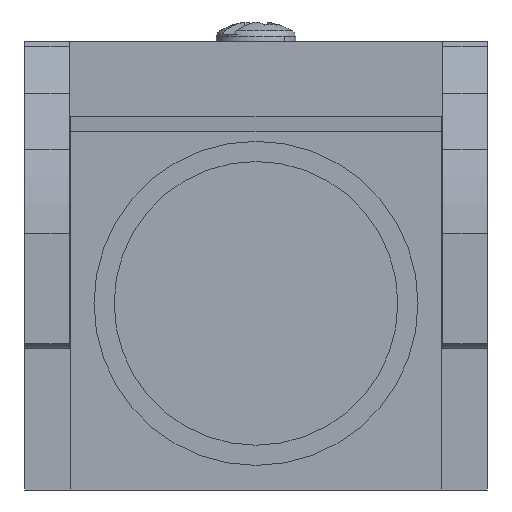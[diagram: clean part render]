
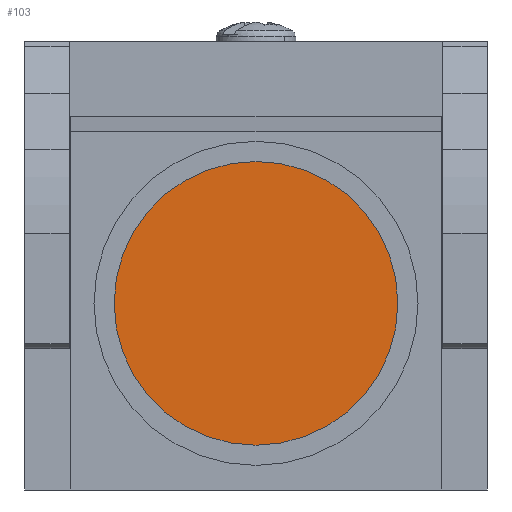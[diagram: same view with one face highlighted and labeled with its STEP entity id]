
A CAD part, front view. The second image highlights one B-rep face of the part: STEP entity #103.
In plain terms, the highlighted planar face has unit normal (0, -1, 0).
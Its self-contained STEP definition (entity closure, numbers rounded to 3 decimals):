
#103=ADVANCED_FACE('',(#341),#342,.F.);
#341=FACE_OUTER_BOUND('',#706,.T.);
#342=PLANE('',#707);
#706=EDGE_LOOP('',(#1400,#1401));
#707=AXIS2_PLACEMENT_3D('',#1402,#1403,#1404);
#1400=ORIENTED_EDGE('',*,*,#2516,.F.);
#1401=ORIENTED_EDGE('',*,*,#2606,.F.);
#1402=CARTESIAN_POINT('',(0.0,-64.0,12.5));
#1403=DIRECTION('',(-0.0,1.0,0.0));
#1404=DIRECTION('',(1.0,0.0,0.0));
#2516=EDGE_CURVE('',#3063,#3066,#3067,.T.);
#2606=EDGE_CURVE('',#3066,#3063,#3212,.T.);
#3063=VERTEX_POINT('',#4062);
#3066=VERTEX_POINT('',#4066);
#3067=CIRCLE('',#4067,9.5);
#3212=CIRCLE('',#4301,9.5);
#4062=CARTESIAN_POINT('',(9.5,-64.0,12.5));
#4066=CARTESIAN_POINT('',(-9.5,-64.0,12.5));
#4067=AXIS2_PLACEMENT_3D('',#5346,#5347,#5348);
#4301=AXIS2_PLACEMENT_3D('',#5564,#5565,#5566);
#5346=CARTESIAN_POINT('',(0.0,-64.0,12.5));
#5347=DIRECTION('',(-0.0,1.0,0.0));
#5348=DIRECTION('',(1.0,0.0,0.0));
#5564=CARTESIAN_POINT('',(0.0,-64.0,12.5));
#5565=DIRECTION('',(-0.0,1.0,0.0));
#5566=DIRECTION('',(1.0,0.0,0.0));
